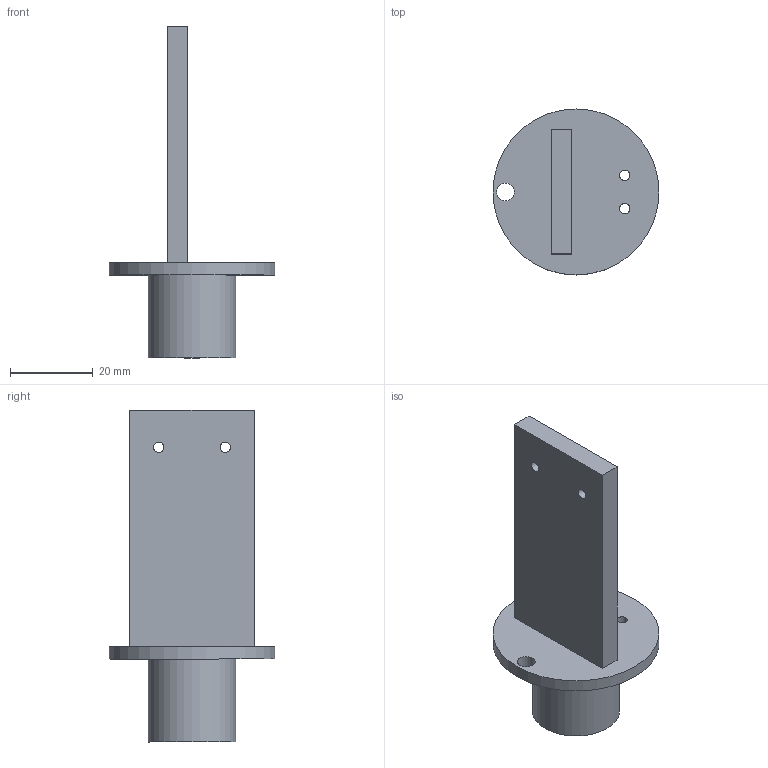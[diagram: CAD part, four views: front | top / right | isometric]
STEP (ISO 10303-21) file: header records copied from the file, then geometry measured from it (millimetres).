
FILE_DESCRIPTION(/* description */ (''),/* implementation_level */ '2;1');
FILE_NAME(/* name */ 'sample holder 1.step',/* time_stamp */ '2017-03-09T14:38:57+01:00',/* author */ (''),/* organization */ (''),/* preprocessor_version */ 'ST-DEVELOPER v16.5',/* originating_system */ 'Autodesk Translation Framework v5.2.0.2920',/* authorisation */ '');
FILE_SCHEMA (('AUTOMOTIVE_DESIGN { 1 0 10303 214 3 1 1 }'));
Length unit declared in the file: millimetre
Products named in the file (1): HALL BASE v1
Bounding box: 40 x 40 x 80 mm (x, y, z)
Volume: 18103.6 mm3; surface area: 8778.3 mm2
Topology: 1 solids, 1 shells, 17 faces, 39 edges, 27 vertices
Faces by surface type: plane 9, cylinder 8
Full cylindrical faces by diameter (mm): 2.5 x4, 4.3 x1, 8.5 x1, 21 x1, 40 x1
Entity records: 475 total; most frequent: DIRECTION 80, CARTESIAN_POINT 70, ORIENTED_EDGE 56, EDGE_LOOP 38, AXIS2_PLACEMENT_3D 34, EDGE_CURVE 28, VERTEX_POINT 24, FACE_BOUND 21
